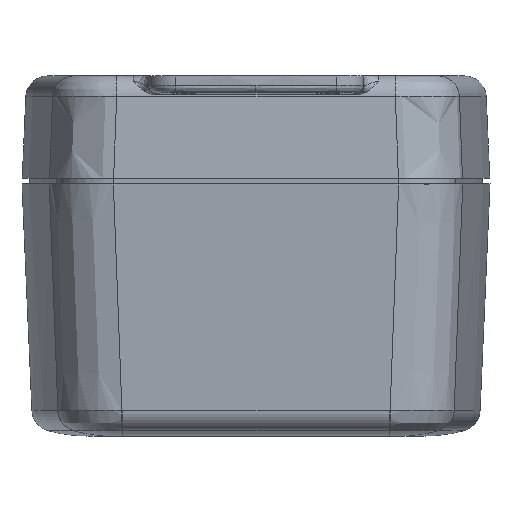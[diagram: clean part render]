
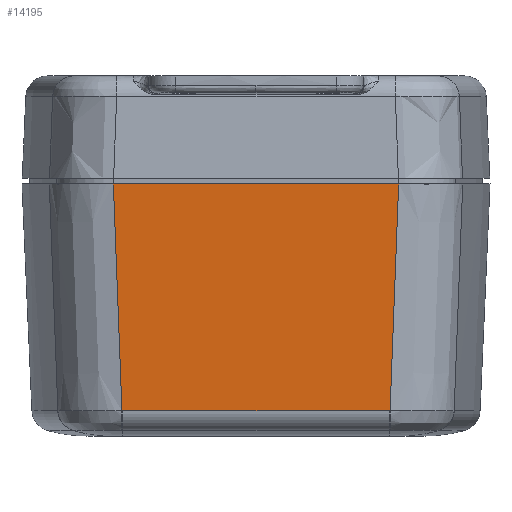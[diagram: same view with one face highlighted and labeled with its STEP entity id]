
A CAD part, left-side view. The second image highlights one B-rep face of the part: STEP entity #14195.
In plain terms, the highlighted face is planar.
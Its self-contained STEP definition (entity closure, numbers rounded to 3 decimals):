
#740 = CARTESIAN_POINT ( 'NONE',  ( 60., 27.5, -35. ) ) ;
#1072 = VERTEX_POINT ( 'NONE', #12716 ) ;
#1846 = CARTESIAN_POINT ( 'NONE',  ( 60., -19.809, -35. ) ) ;
#2012 = CARTESIAN_POINT ( 'NONE',  ( 60., 19.809, -35. ) ) ;
#3467 = CARTESIAN_POINT ( 'NONE',  ( 58.626, -18.53, -3.519 ) ) ;
#4515 = CARTESIAN_POINT ( 'NONE',  ( 58.626, 18.574, -3.519 ) ) ;
#5434 = B_SPLINE_CURVE_WITH_KNOTS ( 'NONE', 3,
 ( #14261, #3467, #30347, #33250 ),
 .UNSPECIFIED., .F., .F.,
 ( 4, 4 ),
 ( 0., 0. ),
 .UNSPECIFIED. ) ;
#5751 = EDGE_CURVE ( 'NONE', #31270, #6019, #5434, .T. ) ;
#6019 = VERTEX_POINT ( 'NONE', #29836 ) ;
#6225 = CARTESIAN_POINT ( 'NONE',  ( 58.626, 18.619, -3.52 ) ) ;
#6338 = CARTESIAN_POINT ( 'NONE',  ( 59.749, -19.592, -29.262 ) ) ;
#6462 = CARTESIAN_POINT ( 'NONE',  ( 59.041, -18.979, -13.03 ) ) ;
#7293 = CARTESIAN_POINT ( 'NONE',  ( 58.626, 18.485, -3.519 ) ) ;
#9647 = B_SPLINE_CURVE_WITH_KNOTS ( 'NONE', 3,
 ( #11574, #22449, #6462, #19671, #24770, #6338, #32773 ),
 .UNSPECIFIED., .F., .F.,
 ( 4, 3, 4 ),
 ( 0.004, 0.018, 0.035 ),
 .UNSPECIFIED. ) ;
#9903 = EDGE_CURVE ( 'NONE', #31403, #1072, #11685, .T. ) ;
#10282 = ORIENTED_EDGE ( 'NONE', *, *, #9903, .T. ) ;
#10977 = EDGE_CURVE ( 'NONE', #6019, #24192, #9647, .T. ) ;
#11251 = AXIS2_PLACEMENT_3D ( 'NONE', #32830, #27712, #11864 ) ;
#11574 = CARTESIAN_POINT ( 'NONE',  ( 58.626, -18.619, -3.52 ) ) ;
#11685 = B_SPLINE_CURVE_WITH_KNOTS ( 'NONE', 3,
 ( #33825, #4515, #20505, #7293 ),
 .UNSPECIFIED., .F., .F.,
 ( 4, 4 ),
 ( 0., 0. ),
 .UNSPECIFIED. ) ;
#11864 = DIRECTION ( 'NONE',  ( 0.044, 0., -0.999 ) ) ;
#12464 = CARTESIAN_POINT ( 'NONE',  ( 58.626, 18.619, -3.52 ) ) ;
#12716 = CARTESIAN_POINT ( 'NONE',  ( 58.626, 18.485, -3.519 ) ) ;
#13135 = ORIENTED_EDGE ( 'NONE', *, *, #13295, .T. ) ;
#13295 = EDGE_CURVE ( 'NONE', #1072, #31270, #28484, .T. ) ;
#13485 = CARTESIAN_POINT ( 'NONE',  ( 60., 19.809, -35. ) ) ;
#14005 = VECTOR ( 'NONE', #26559, 1000. ) ;
#14195 = ADVANCED_FACE ( 'NONE', ( #16457 ), #30145, .T. ) ;
#14261 = CARTESIAN_POINT ( 'NONE',  ( 58.626, -18.485, -3.519 ) ) ;
#15346 = CARTESIAN_POINT ( 'NONE',  ( 59.041, 18.979, -13.03 ) ) ;
#16457 = FACE_OUTER_BOUND ( 'NONE', #21970, .T. ) ;
#16634 = DIRECTION ( 'NONE',  ( 0., 1., 0. ) ) ;
#17898 = VERTEX_POINT ( 'NONE', #13485 ) ;
#19671 = CARTESIAN_POINT ( 'NONE',  ( 59.248, -19.159, -17.785 ) ) ;
#20505 = CARTESIAN_POINT ( 'NONE',  ( 58.626, 18.53, -3.519 ) ) ;
#20571 = CARTESIAN_POINT ( 'NONE',  ( 59.749, 19.592, -29.262 ) ) ;
#21970 = EDGE_LOOP ( 'NONE', ( #13135, #24791, #23317, #30459, #31930, #10282 ) ) ;
#22449 = CARTESIAN_POINT ( 'NONE',  ( 58.833, -18.799, -8.275 ) ) ;
#23012 = CARTESIAN_POINT ( 'NONE',  ( 59.499, 19.376, -23.523 ) ) ;
#23235 = CARTESIAN_POINT ( 'NONE',  ( 58.833, 18.799, -8.275 ) ) ;
#23317 = ORIENTED_EDGE ( 'NONE', *, *, #10977, .T. ) ;
#24192 = VERTEX_POINT ( 'NONE', #1846 ) ;
#24562 = VECTOR ( 'NONE', #16634, 1000. ) ;
#24770 = CARTESIAN_POINT ( 'NONE',  ( 59.499, -19.376, -23.523 ) ) ;
#24791 = ORIENTED_EDGE ( 'NONE', *, *, #5751, .T. ) ;
#25805 = LINE ( 'NONE', #740, #24562 ) ;
#26029 = EDGE_CURVE ( 'NONE', #17898, #31403, #31774, .T. ) ;
#26559 = DIRECTION ( 'NONE',  ( 0., -1., 0. ) ) ;
#27712 = DIRECTION ( 'NONE',  ( 0.999, 0., 0.044 ) ) ;
#28311 = CARTESIAN_POINT ( 'NONE',  ( 59.248, 19.159, -17.785 ) ) ;
#28484 = LINE ( 'NONE', #29241, #14005 ) ;
#29241 = CARTESIAN_POINT ( 'NONE',  ( 58.626, 27.5, -3.519 ) ) ;
#29836 = CARTESIAN_POINT ( 'NONE',  ( 58.626, -18.619, -3.52 ) ) ;
#30145 = PLANE ( 'NONE',  #11251 ) ;
#30347 = CARTESIAN_POINT ( 'NONE',  ( 58.626, -18.574, -3.519 ) ) ;
#30459 = ORIENTED_EDGE ( 'NONE', *, *, #31836, .T. ) ;
#31270 = VERTEX_POINT ( 'NONE', #34042 ) ;
#31403 = VERTEX_POINT ( 'NONE', #6225 ) ;
#31774 = B_SPLINE_CURVE_WITH_KNOTS ( 'NONE', 3,
 ( #2012, #20571, #23012, #28311, #15346, #23235, #12464 ),
 .UNSPECIFIED., .F., .F.,
 ( 4, 3, 4 ),
 ( 0., 0.017, 0.032 ),
 .UNSPECIFIED. ) ;
#31836 = EDGE_CURVE ( 'NONE', #24192, #17898, #25805, .T. ) ;
#31930 = ORIENTED_EDGE ( 'NONE', *, *, #26029, .T. ) ;
#32773 = CARTESIAN_POINT ( 'NONE',  ( 60., -19.809, -35. ) ) ;
#32830 = CARTESIAN_POINT ( 'NONE',  ( 60., 27.5, -35. ) ) ;
#33250 = CARTESIAN_POINT ( 'NONE',  ( 58.626, -18.619, -3.52 ) ) ;
#33825 = CARTESIAN_POINT ( 'NONE',  ( 58.626, 18.619, -3.52 ) ) ;
#34042 = CARTESIAN_POINT ( 'NONE',  ( 58.626, -18.485, -3.519 ) ) ;
